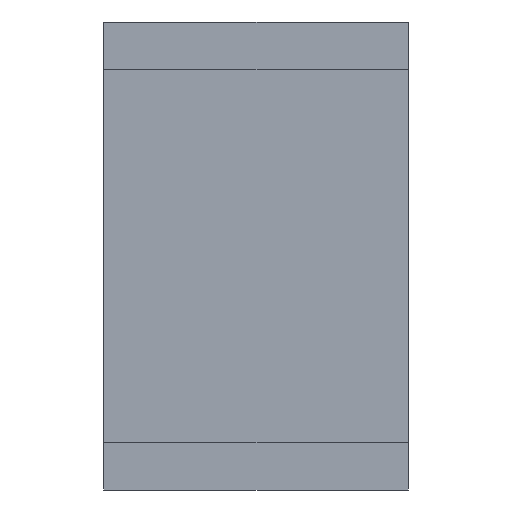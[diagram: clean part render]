
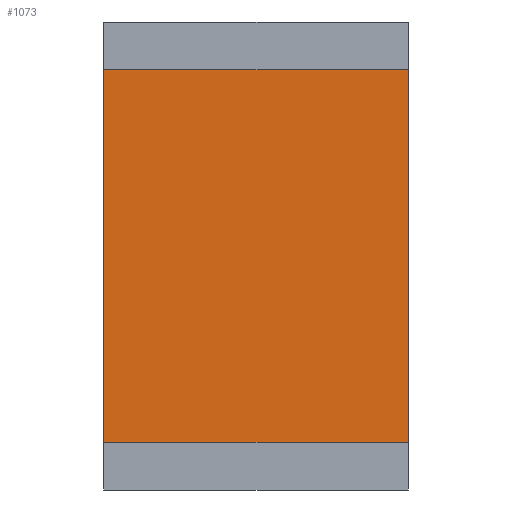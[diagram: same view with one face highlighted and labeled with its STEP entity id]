
A CAD part, front view. The second image highlights one B-rep face of the part: STEP entity #1073.
In plain terms, the highlighted planar face has unit normal (0, -1, 0).
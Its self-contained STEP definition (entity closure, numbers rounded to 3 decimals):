
#56 = VECTOR ( 'NONE', #850, 1000. ) ;
#59 = VECTOR ( 'NONE', #943, 1000. ) ;
#241 = CARTESIAN_POINT ( 'NONE',  ( 69.11, -20., -19.6 ) ) ;
#275 = ORIENTED_EDGE ( 'NONE', *, *, #1953, .F. ) ;
#349 = CARTESIAN_POINT ( 'NONE',  ( -16., -20., -19.6 ) ) ;
#357 = DIRECTION ( 'NONE',  ( -1., 0., 0. ) ) ;
#410 = DIRECTION ( 'NONE',  ( 0., -1., 0. ) ) ;
#433 = VECTOR ( 'NONE', #868, 1000. ) ;
#447 = EDGE_CURVE ( 'NONE', #1536, #1285, #555, .T. ) ;
#555 = LINE ( 'NONE', #1937, #59 ) ;
#619 = LINE ( 'NONE', #2218, #56 ) ;
#850 = DIRECTION ( 'NONE',  ( -1., 0., 0. ) ) ;
#868 = DIRECTION ( 'NONE',  ( 0., 0., 1. ) ) ;
#943 = DIRECTION ( 'NONE',  ( 0., 0., -1. ) ) ;
#957 = CARTESIAN_POINT ( 'NONE',  ( 69.11, -20., 19.6 ) ) ;
#960 = VERTEX_POINT ( 'NONE', #349 ) ;
#990 = ORIENTED_EDGE ( 'NONE', *, *, #1312, .F. ) ;
#994 = PLANE ( 'NONE',  #1654 ) ;
#1040 = CARTESIAN_POINT ( 'NONE',  ( -16., -20., -19.6 ) ) ;
#1073 = ADVANCED_FACE ( 'NONE', ( #2160 ), #994, .T. ) ;
#1092 = VECTOR ( 'NONE', #357, 1000. ) ;
#1151 = CARTESIAN_POINT ( 'NONE',  ( 16., -20., -19.6 ) ) ;
#1189 = DIRECTION ( 'NONE',  ( 0., 0., -1. ) ) ;
#1216 = ORIENTED_EDGE ( 'NONE', *, *, #447, .F. ) ;
#1285 = VERTEX_POINT ( 'NONE', #1151 ) ;
#1312 = EDGE_CURVE ( 'NONE', #1285, #960, #619, .T. ) ;
#1314 = CARTESIAN_POINT ( 'NONE',  ( -16., -20., 19.6 ) ) ;
#1344 = LINE ( 'NONE', #957, #1092 ) ;
#1536 = VERTEX_POINT ( 'NONE', #1694 ) ;
#1654 = AXIS2_PLACEMENT_3D ( 'NONE', #241, #410, #1189 ) ;
#1694 = CARTESIAN_POINT ( 'NONE',  ( 16., -20., 19.6 ) ) ;
#1838 = ORIENTED_EDGE ( 'NONE', *, *, #2206, .T. ) ;
#1937 = CARTESIAN_POINT ( 'NONE',  ( 16., -20., -19.6 ) ) ;
#1953 = EDGE_CURVE ( 'NONE', #960, #2468, #2379, .T. ) ;
#2160 = FACE_OUTER_BOUND ( 'NONE', #2244, .T. ) ;
#2206 = EDGE_CURVE ( 'NONE', #1536, #2468, #1344, .T. ) ;
#2218 = CARTESIAN_POINT ( 'NONE',  ( 69.11, -20., -19.6 ) ) ;
#2244 = EDGE_LOOP ( 'NONE', ( #1216, #1838, #275, #990 ) ) ;
#2379 = LINE ( 'NONE', #1040, #433 ) ;
#2468 = VERTEX_POINT ( 'NONE', #1314 ) ;
